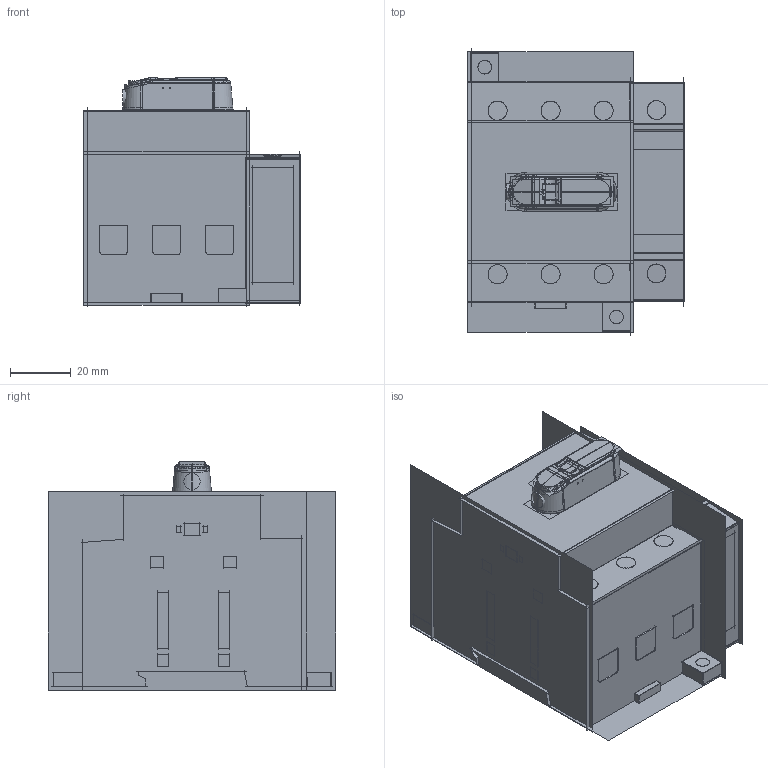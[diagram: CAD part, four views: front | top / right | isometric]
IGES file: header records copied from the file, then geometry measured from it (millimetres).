
Start section:  PTC IGES file: ot63-80f3n2_asm.igs
Global section: file name: ot63-80f3n2_asm.igs; native system: Creo Parametric by PTC Inc.; preprocessor: 2019164; author: FISAPAA1; organization: Unknown; date: 20200203.144147; units: millimetre
Bounding box: 71.4 x 94.78 x 75.36 mm (x, y, z)
Surface area: 95643.2 mm2 (no closed solid volume)
Topology: 0 solids, 0 shells, 870 faces, 11821 edges, 15336 vertices
Faces by surface type: bspline 590, revolution 272, extrusion 8
